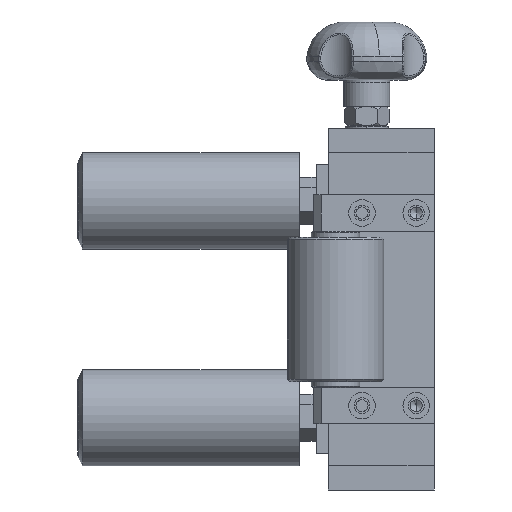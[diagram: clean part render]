
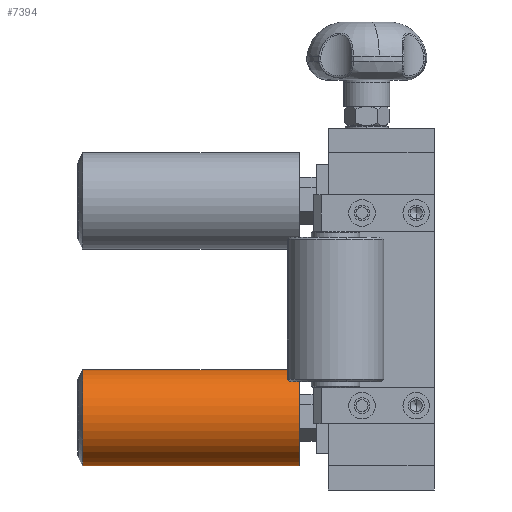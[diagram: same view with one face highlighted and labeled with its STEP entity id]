
A CAD part, left-side view. The second image highlights one B-rep face of the part: STEP entity #7394.
In plain terms, the highlighted cylindrical face has radius 20 mm (diameter 40 mm), a partial arc.
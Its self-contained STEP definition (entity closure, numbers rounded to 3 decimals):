
#2103 = AXIS2_PLACEMENT_3D ( 'NONE', #3112, #3113, #3114 ) ;
#2104 = AXIS2_PLACEMENT_3D ( 'NONE', #3117, #3118, #3119 ) ;
#2540 = CIRCLE ( 'NONE', #2104, 20. ) ;
#2546 = CIRCLE ( 'NONE', #2103, 20. ) ;
#3112 = CARTESIAN_POINT ( 'NONE',  ( 0., 0., 0. ) ) ;
#3113 = DIRECTION ( 'NONE',  ( 1., 0., 0. ) ) ;
#3114 = DIRECTION ( 'NONE',  ( 0., 0., 1. ) ) ;
#3117 = CARTESIAN_POINT ( 'NONE',  ( 90., 0., 0. ) ) ;
#3118 = DIRECTION ( 'NONE',  ( -1., 0., 0. ) ) ;
#3119 = DIRECTION ( 'NONE',  ( 0., 0., 1. ) ) ;
#7121 = EDGE_CURVE ( 'NONE', #21371, #21544, #2546, .T. ) ;
#7122 = EDGE_CURVE ( 'NONE', #21548, #21470, #2540, .T. ) ;
#7394 = ADVANCED_FACE ( 'NONE', ( #13141 ), #13149, .T. ) ;
#11909 = CARTESIAN_POINT ( 'NONE',  ( 90., 0., 0. ) ) ;
#11910 = DIRECTION ( 'NONE',  ( -1., 0., 0. ) ) ;
#11918 = DIRECTION ( 'NONE',  ( 0., 0., 1. ) ) ;
#12284 = CARTESIAN_POINT ( 'NONE',  ( 90., 0., -20. ) ) ;
#12285 = DIRECTION ( 'NONE',  ( -1., 0., 0. ) ) ;
#12286 = CARTESIAN_POINT ( 'NONE',  ( 90., 0., 20. ) ) ;
#12287 = DIRECTION ( 'NONE',  ( -1., 0., 0. ) ) ;
#12770 = AXIS2_PLACEMENT_3D ( 'NONE', #11909, #11910, #11918 ) ;
#13141 = FACE_OUTER_BOUND ( 'NONE', #23051, .T. ) ;
#13149 = CYLINDRICAL_SURFACE ( 'NONE', #12770, 20. ) ;
#13300 = LINE ( 'NONE', #12286, #13305 ) ;
#13302 = LINE ( 'NONE', #12284, #13303 ) ;
#13303 = VECTOR ( 'NONE', #12285, 1000. ) ;
#13305 = VECTOR ( 'NONE', #12287, 1000. ) ;
#15074 = CARTESIAN_POINT ( 'NONE',  ( 0., 0., -20. ) ) ;
#15173 = CARTESIAN_POINT ( 'NONE',  ( 90., 0., -20. ) ) ;
#15264 = CARTESIAN_POINT ( 'NONE',  ( 0., 0., 20. ) ) ;
#15268 = CARTESIAN_POINT ( 'NONE',  ( 90., 0., 20. ) ) ;
#17617 = EDGE_CURVE ( 'NONE', #21470, #21371, #13302, .T. ) ;
#17619 = EDGE_CURVE ( 'NONE', #21548, #21544, #13300, .T. ) ;
#21371 = VERTEX_POINT ( 'NONE', #15074 ) ;
#21470 = VERTEX_POINT ( 'NONE', #15173 ) ;
#21544 = VERTEX_POINT ( 'NONE', #15264 ) ;
#21548 = VERTEX_POINT ( 'NONE', #15268 ) ;
#22011 = ORIENTED_EDGE ( 'NONE', *, *, #17617, .T. ) ;
#22012 = ORIENTED_EDGE ( 'NONE', *, *, #7122, .T. ) ;
#22013 = ORIENTED_EDGE ( 'NONE', *, *, #17619, .F. ) ;
#22015 = ORIENTED_EDGE ( 'NONE', *, *, #7121, .T. ) ;
#23051 = EDGE_LOOP ( 'NONE', ( #22012, #22011, #22015, #22013 ) ) ;
